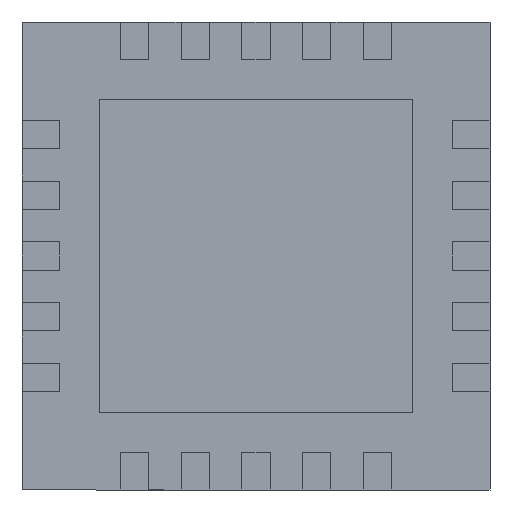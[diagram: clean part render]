
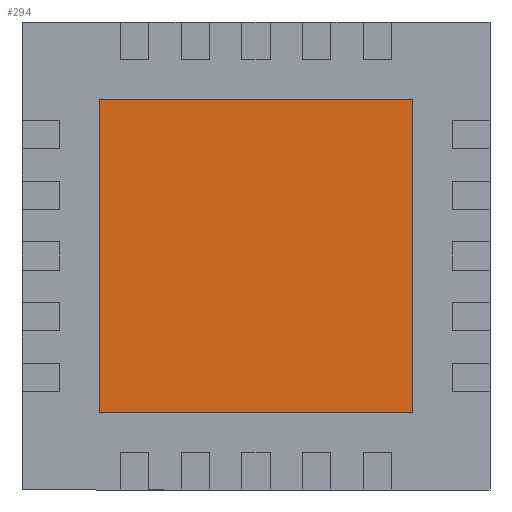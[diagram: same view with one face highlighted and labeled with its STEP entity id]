
A CAD part, front view. The second image highlights one B-rep face of the part: STEP entity #294.
In plain terms, the highlighted planar face has unit normal (0, -1, 0).
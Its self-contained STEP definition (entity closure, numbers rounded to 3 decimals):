
#22 = CARTESIAN_POINT ( 'NONE',  ( -1.675, 0., 1.675 ) ) ;
#76 = VERTEX_POINT ( 'NONE', #22 ) ;
#115 = PLANE ( 'NONE',  #5093 ) ;
#294 = ADVANCED_FACE ( 'NONE', ( #2862 ), #115, .T. ) ;
#320 = DIRECTION ( 'NONE',  ( 1., 0., 0. ) ) ;
#529 = CARTESIAN_POINT ( 'NONE',  ( -1.675, 0., -1.675 ) ) ;
#687 = ORIENTED_EDGE ( 'NONE', *, *, #4481, .T. ) ;
#754 = DIRECTION ( 'NONE',  ( 0., 0., 1. ) ) ;
#814 = EDGE_CURVE ( 'NONE', #76, #4571, #5108, .T. ) ;
#1173 = DIRECTION ( 'NONE',  ( 0., -1., 0. ) ) ;
#1230 = CARTESIAN_POINT ( 'NONE',  ( 1.675, 0., -1.675 ) ) ;
#1330 = VECTOR ( 'NONE', #5531, 1000. ) ;
#1455 = LINE ( 'NONE', #1230, #5293 ) ;
#1579 = EDGE_CURVE ( 'NONE', #2076, #3440, #1455, .T. ) ;
#1623 = DIRECTION ( 'NONE',  ( 0., 0., -1. ) ) ;
#1679 = LINE ( 'NONE', #1811, #6449 ) ;
#1709 = EDGE_CURVE ( 'NONE', #4571, #2076, #1679, .T. ) ;
#1811 = CARTESIAN_POINT ( 'NONE',  ( 1.675, 0., -1.675 ) ) ;
#2076 = VERTEX_POINT ( 'NONE', #3667 ) ;
#2327 = CARTESIAN_POINT ( 'NONE',  ( 1.675, 0., 1.675 ) ) ;
#2735 = ORIENTED_EDGE ( 'NONE', *, *, #814, .T. ) ;
#2862 = FACE_OUTER_BOUND ( 'NONE', #4182, .T. ) ;
#3433 = CARTESIAN_POINT ( 'NONE',  ( 1.675, 0., 1.675 ) ) ;
#3440 = VERTEX_POINT ( 'NONE', #2327 ) ;
#3667 = CARTESIAN_POINT ( 'NONE',  ( 1.675, 0., -1.675 ) ) ;
#4128 = ORIENTED_EDGE ( 'NONE', *, *, #1579, .T. ) ;
#4163 = CARTESIAN_POINT ( 'NONE',  ( 0., 0., 0. ) ) ;
#4182 = EDGE_LOOP ( 'NONE', ( #2735, #4235, #4128, #687 ) ) ;
#4235 = ORIENTED_EDGE ( 'NONE', *, *, #1709, .T. ) ;
#4390 = VECTOR ( 'NONE', #5460, 1000. ) ;
#4481 = EDGE_CURVE ( 'NONE', #3440, #76, #4841, .T. ) ;
#4510 = CARTESIAN_POINT ( 'NONE',  ( -1.675, 0., -1.675 ) ) ;
#4571 = VERTEX_POINT ( 'NONE', #4510 ) ;
#4841 = LINE ( 'NONE', #3433, #1330 ) ;
#5093 = AXIS2_PLACEMENT_3D ( 'NONE', #4163, #1173, #1623 ) ;
#5108 = LINE ( 'NONE', #529, #4390 ) ;
#5293 = VECTOR ( 'NONE', #754, 1000. ) ;
#5460 = DIRECTION ( 'NONE',  ( 0., 0., -1. ) ) ;
#5531 = DIRECTION ( 'NONE',  ( -1., 0., 0. ) ) ;
#6449 = VECTOR ( 'NONE', #320, 1000. ) ;
